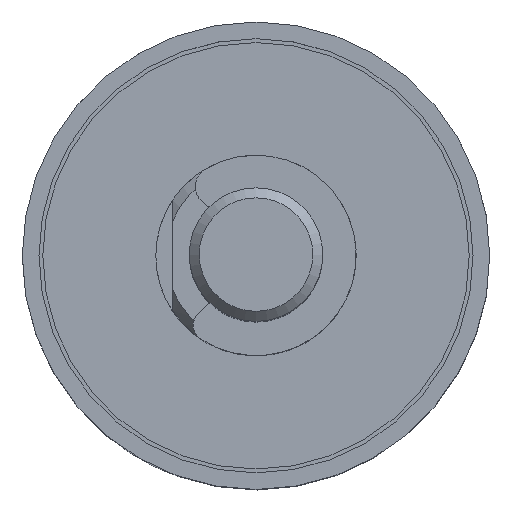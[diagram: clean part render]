
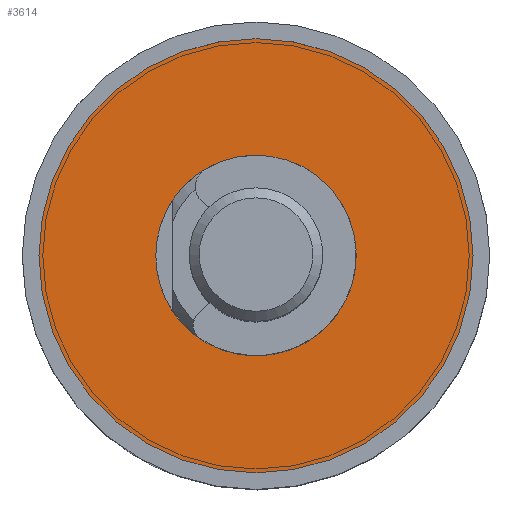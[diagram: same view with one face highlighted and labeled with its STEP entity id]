
A CAD part, top view. The second image highlights one B-rep face of the part: STEP entity #3614.
In plain terms, the highlighted planar face has unit normal (0, 0, 1).
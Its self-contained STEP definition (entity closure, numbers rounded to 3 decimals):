
#465 = VERTEX_POINT ( 'NONE', #4649 ) ;
#497 = CIRCLE ( 'NONE', #10048, 6.5 ) ;
#594 = AXIS2_PLACEMENT_3D ( 'NONE', #8129, #1025, #4133 ) ;
#857 = FACE_BOUND ( 'NONE', #6863, .T. ) ;
#1025 = DIRECTION ( 'NONE',  ( 0., 0., -1. ) ) ;
#1205 = FACE_OUTER_BOUND ( 'NONE', #4665, .T. ) ;
#1826 = VERTEX_POINT ( 'NONE', #6976 ) ;
#2138 = AXIS2_PLACEMENT_3D ( 'NONE', #9267, #9326, #10106 ) ;
#2234 = DIRECTION ( 'NONE',  ( 1., 0., 0. ) ) ;
#3614 = ADVANCED_FACE ( 'NONE', ( #857, #1205 ), #8436, .T. ) ;
#3796 = ORIENTED_EDGE ( 'NONE', *, *, #9689, .T. ) ;
#4133 = DIRECTION ( 'NONE',  ( -1., 0., 0. ) ) ;
#4649 = CARTESIAN_POINT ( 'NONE',  ( -3., 0., 0.5 ) ) ;
#4665 = EDGE_LOOP ( 'NONE', ( #6953 ) ) ;
#4956 = CIRCLE ( 'NONE', #594, 3. ) ;
#6863 = EDGE_LOOP ( 'NONE', ( #3796 ) ) ;
#6953 = ORIENTED_EDGE ( 'NONE', *, *, #8394, .T. ) ;
#6976 = CARTESIAN_POINT ( 'NONE',  ( 6.5, 0., 0.5 ) ) ;
#7084 = CARTESIAN_POINT ( 'NONE',  ( 0., 0., 0.5 ) ) ;
#7876 = DIRECTION ( 'NONE',  ( 0., 0., 1. ) ) ;
#8129 = CARTESIAN_POINT ( 'NONE',  ( 0., 0., 0.5 ) ) ;
#8394 = EDGE_CURVE ( 'NONE', #1826, #1826, #497, .T. ) ;
#8436 = PLANE ( 'NONE',  #2138 ) ;
#9267 = CARTESIAN_POINT ( 'NONE',  ( 3., 0., 0.5 ) ) ;
#9326 = DIRECTION ( 'NONE',  ( 0., 0., 1. ) ) ;
#9689 = EDGE_CURVE ( 'NONE', #465, #465, #4956, .T. ) ;
#10048 = AXIS2_PLACEMENT_3D ( 'NONE', #7084, #7876, #2234 ) ;
#10106 = DIRECTION ( 'NONE',  ( 1., 0., 0. ) ) ;
